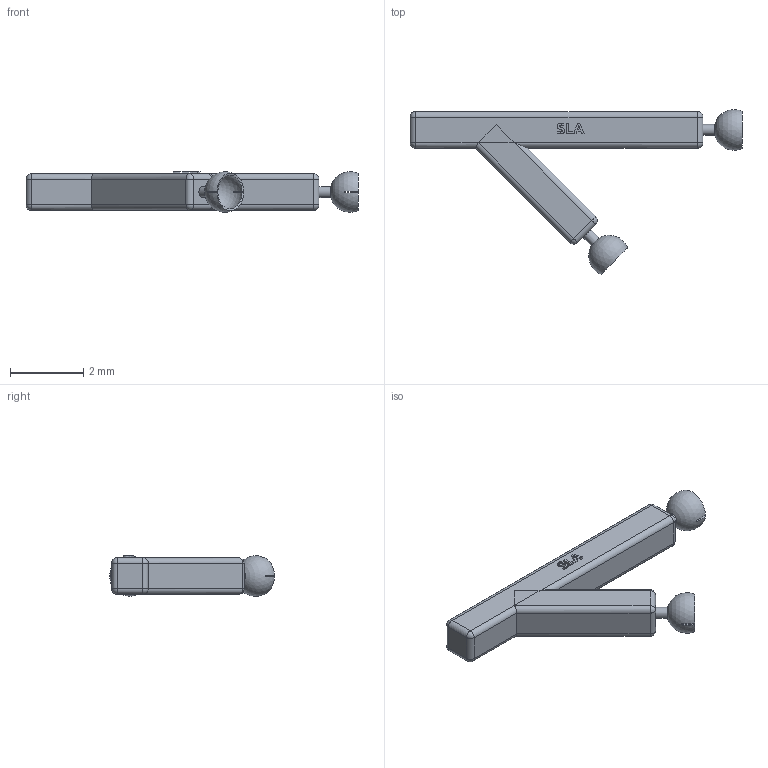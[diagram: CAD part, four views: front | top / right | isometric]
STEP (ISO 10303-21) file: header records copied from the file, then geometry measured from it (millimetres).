
FILE_DESCRIPTION(('FreeCAD Model'),'2;1');
FILE_NAME('Open CASCADE Shape Model','2022-09-19T13:52:05',(''),(''), 'Open CASCADE STEP processor 7.5','FreeCAD','Unknown');
FILE_SCHEMA(('AUTOMOTIVE_DESIGN { 1 0 10303 214 1 1 1 1 }'));
Length unit declared in the file: millimetre
Products named in the file (1): LabelPad
Bounding box: 9.07 x 4.5 x 1.11 mm (x, y, z)
Volume: 11.3 mm3; surface area: 53.8 mm2
Topology: 1 solids, 1 shells, 157 faces, 417 edges, 252 vertices
Faces by surface type: extrusion 56, plane 47, cylinder 30, sphere 18, cone 6
Full cylindrical faces by diameter (mm): 0.3 x2
Entity records: 10703 total; most frequent: CARTESIAN_POINT 3009, DIRECTION 1260, ORIENTED_EDGE 802, PCURVE 802, DEFINITIONAL_REPRESENTATION 802, VECTOR 799, LINE 743, EDGE_CURVE 401
